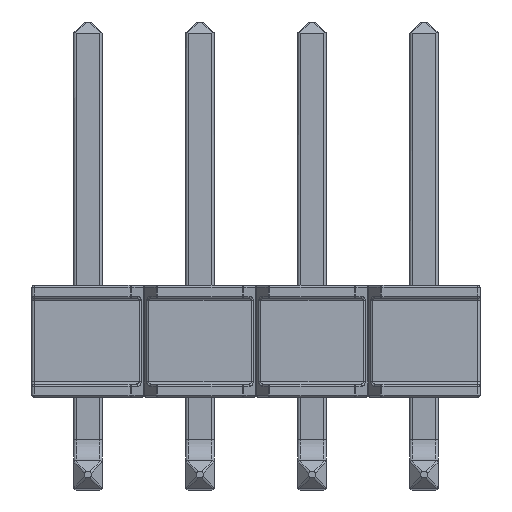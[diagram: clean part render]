
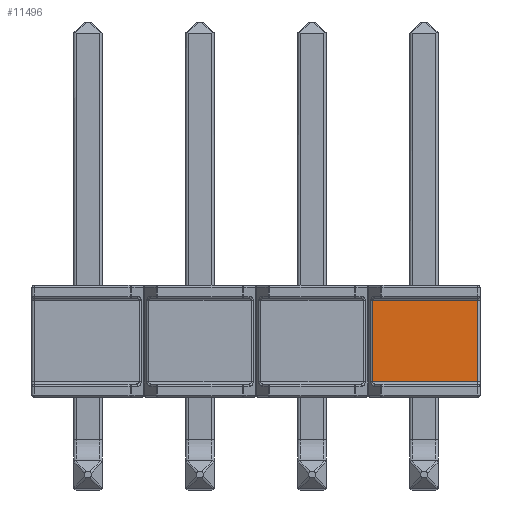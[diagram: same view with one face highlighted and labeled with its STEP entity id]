
A CAD part, top view. The second image highlights one B-rep face of the part: STEP entity #11496.
In plain terms, the highlighted planar face has unit normal (0, 0, 1).
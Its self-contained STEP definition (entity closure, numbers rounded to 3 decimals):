
#747 = EDGE_CURVE ( 'NONE', #15578, #8201, #14984, .T. ) ;
#1666 = EDGE_CURVE ( 'NONE', #10205, #15578, #8012, .T. ) ;
#1726 = CARTESIAN_POINT ( 'NONE',  ( 1.27, -0.92, 1.16 ) ) ;
#3228 = DIRECTION ( 'NONE',  ( 0., 0., -1. ) ) ;
#3850 = CARTESIAN_POINT ( 'NONE',  ( -1.19, 0.92, 1.16 ) ) ;
#4152 = CARTESIAN_POINT ( 'NONE',  ( 1.22, 0.92, 1.16 ) ) ;
#4222 = CARTESIAN_POINT ( 'NONE',  ( 1.22, 0.97, 1.16 ) ) ;
#4560 = VECTOR ( 'NONE', #11229, 1000. ) ;
#5141 = EDGE_CURVE ( 'NONE', #15226, #10205, #13846, .T. ) ;
#5995 = CARTESIAN_POINT ( 'NONE',  ( -1.164, 0.92, 1.16 ) ) ;
#6629 = VECTOR ( 'NONE', #15532, 1000. ) ;
#7589 = VECTOR ( 'NONE', #10928, 1000. ) ;
#8012 = LINE ( 'NONE', #12269, #7589 ) ;
#8201 = VERTEX_POINT ( 'NONE', #17001 ) ;
#8535 = FACE_OUTER_BOUND ( 'NONE', #9255, .T. ) ;
#8976 = AXIS2_PLACEMENT_3D ( 'NONE', #11367, #3228, #12726 ) ;
#9210 = ORIENTED_EDGE ( 'NONE', *, *, #5141, .T. ) ;
#9255 = EDGE_LOOP ( 'NONE', ( #9210, #10716, #10942, #9548 ) ) ;
#9548 = ORIENTED_EDGE ( 'NONE', *, *, #17405, .T. ) ;
#10205 = VERTEX_POINT ( 'NONE', #5995 ) ;
#10596 = VECTOR ( 'NONE', #13842, 1000. ) ;
#10716 = ORIENTED_EDGE ( 'NONE', *, *, #1666, .T. ) ;
#10928 = DIRECTION ( 'NONE',  ( 0., -1., 0. ) ) ;
#10942 = ORIENTED_EDGE ( 'NONE', *, *, #747, .T. ) ;
#11025 = LINE ( 'NONE', #4222, #10596 ) ;
#11229 = DIRECTION ( 'NONE',  ( 1., 0., 0. ) ) ;
#11367 = CARTESIAN_POINT ( 'NONE',  ( -1.275, -0.97, 1.16 ) ) ;
#11496 = ADVANCED_FACE ( 'NONE', ( #8535 ), #14060, .F. ) ;
#11606 = CARTESIAN_POINT ( 'NONE',  ( -1.164, -0.92, 1.16 ) ) ;
#12269 = CARTESIAN_POINT ( 'NONE',  ( -1.164, -0.97, 1.16 ) ) ;
#12726 = DIRECTION ( 'NONE',  ( 0., 1., 0. ) ) ;
#13842 = DIRECTION ( 'NONE',  ( 0., 1., 0. ) ) ;
#13846 = LINE ( 'NONE', #3850, #6629 ) ;
#14060 = PLANE ( 'NONE',  #8976 ) ;
#14984 = LINE ( 'NONE', #1726, #4560 ) ;
#15226 = VERTEX_POINT ( 'NONE', #4152 ) ;
#15532 = DIRECTION ( 'NONE',  ( -1., 0., 0. ) ) ;
#15578 = VERTEX_POINT ( 'NONE', #11606 ) ;
#17001 = CARTESIAN_POINT ( 'NONE',  ( 1.22, -0.92, 1.16 ) ) ;
#17405 = EDGE_CURVE ( 'NONE', #8201, #15226, #11025, .T. ) ;
